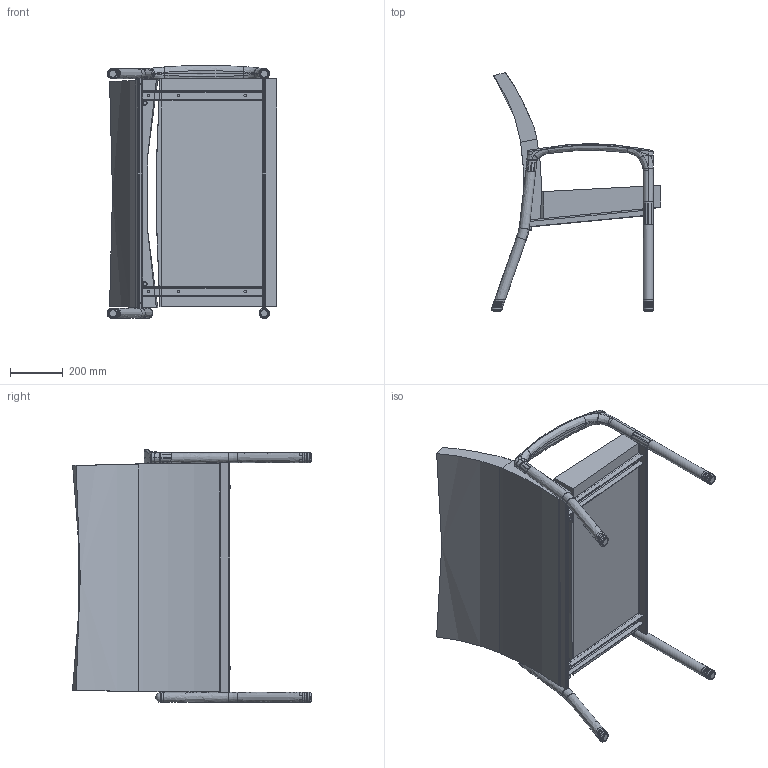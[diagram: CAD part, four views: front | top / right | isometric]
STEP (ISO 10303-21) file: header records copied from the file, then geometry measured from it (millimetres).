
FILE_DESCRIPTION(/* description */ (''),/* implementation_level */ '2;1');
FILE_NAME(/* name */ 'LB10BL (SYMBOL).stp',/* time_stamp */ '2017-03-01T12:29:01-05:00',/* author */ ('EMerkel'),/* organization */ (''),/* preprocessor_version */ 'ST-DEVELOPER v16.5',/* originating_system */ 'Autodesk Inventor 2017',/* authorisation */ '');
FILE_SCHEMA (('AUTOMOTIVE_DESIGN { 1 0 10303 214 3 1 1 }'));
Products named in the file (8): LB10BL (SYMBOL); LB10B FM-A; NEW SEAT3; NEW BACK BARIATRIC3; LB10 ARM-A; LEG CAP RD1.5-B; LEG CAP LB-B; LEG CAP
Assembly tree (10 placements, depth 2):
  LB10BL (SYMBOL)
    LB10B FM-A
    NEW SEAT3
    NEW BACK BARIATRIC3
    LB10 ARM-A
    LEG CAP RD1.5-B  x2
    LEG CAP LB-B  x2
    LEG CAP  x2
Bounding box: 643.97 x 905.49 x 959.17 mm (x, y, z)
Volume: 55951584.6 mm3; surface area: 3266686.8 mm2
Topology: 36 solids, 44 shells, 2181 faces, 4570 edges, 2506 vertices
Faces by surface type: cylinder 722, bspline 590, torus 512, plane 307, sphere 32, cone 18
Full cylindrical faces by diameter (mm): 3.175 x8, 6.198 x4, 6.528 x4, 7.925 x12, 9.525 x6, 9.906 x8, 11.989 x8, 12.954 x2, 19.05 x2, 22.86 x2, 27.94 x8, 30.162 x2, 31.75 x2, 33.744 x2, 34.087 x16, 35.154 x2, 38.1 x2, 39.37 x4
Entity records: 52192 total; most frequent: CARTESIAN_POINT 27501, ORIENTED_EDGE 5188, DIRECTION 4595, EDGE_CURVE 2588, AXIS2_PLACEMENT_3D 1947, VERTEX_POINT 1496, EDGE_LOOP 1434, FACE_OUTER_BOUND 1254
